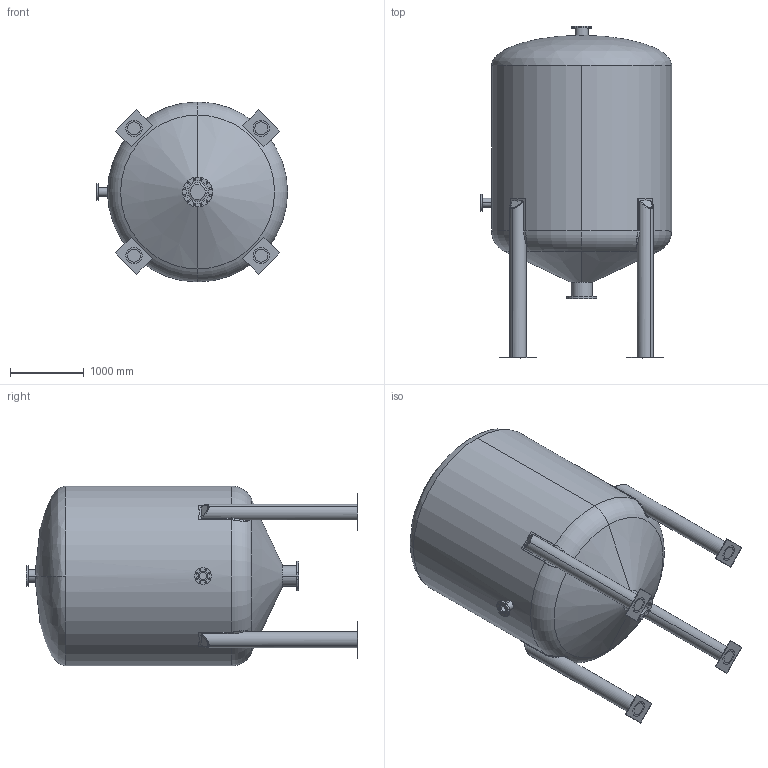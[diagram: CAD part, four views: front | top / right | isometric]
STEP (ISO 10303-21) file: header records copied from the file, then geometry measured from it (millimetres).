
FILE_DESCRIPTION (( 'STEP AP214' ), '1' );
FILE_NAME ('tank_model.STEP', '2025-05-13T16:48:20', '' );
FILE_SCHEMA (( 'AUTOMOTIVE_DESIGN' ));
Length unit declared in the file: inch
Products named in the file (1): tank_model
Bounding box: 2590.8 x 4495.8 x 2438.4 mm (x, y, z)
Volume: 13602606951.1 mm3; surface area: 41840337.3 mm2
Topology: 17 solids, 17 shells, 219 faces, 516 edges, 335 vertices
Faces by surface type: cylinder 115, plane 50, bspline 36, torus 14, cone 4
Entity records: 10298 total; most frequent: CARTESIAN_POINT 5171, ORIENTED_EDGE 1028, DIRECTION 954, EDGE_CURVE 514, AXIS2_PLACEMENT_3D 388, VERTEX_POINT 335, EDGE_LOOP 289, FACE_OUTER_BOUND 219
